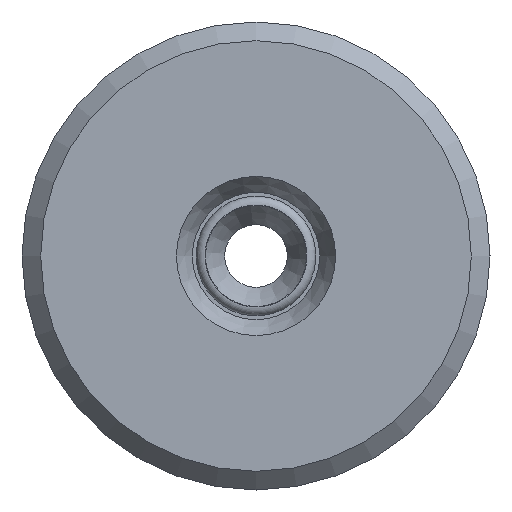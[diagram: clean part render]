
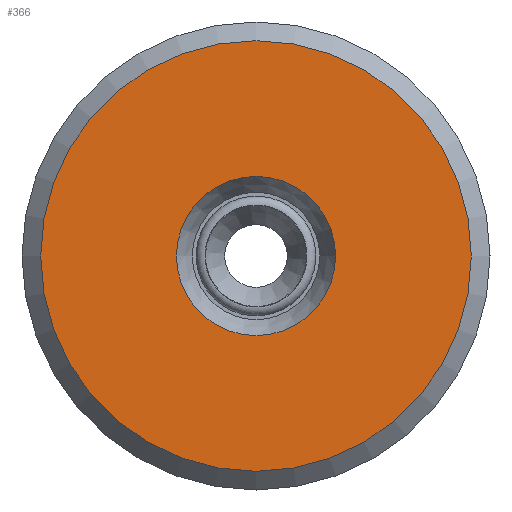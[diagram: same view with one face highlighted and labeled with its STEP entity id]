
A CAD part, left-side view. The second image highlights one B-rep face of the part: STEP entity #366.
In plain terms, the highlighted planar face has unit normal (-1, 0, 0).
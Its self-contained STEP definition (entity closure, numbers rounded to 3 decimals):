
#180=CARTESIAN_POINT('',(0.,-1.08,0.0));
#181=VERTEX_POINT('',#180);
#182=CARTESIAN_POINT('',(0.,0.0,0.0));
#183=DIRECTION('',(1.0,0.0,0.0));
#184=DIRECTION('',(0.0,-1.0,0.0));
#185=AXIS2_PLACEMENT_3D('',#182,#183,#184);
#186=CIRCLE('',#185,1.08);
#187=EDGE_CURVE('',#181,#181,#186,.T.);
#251=CARTESIAN_POINT('',(0.,2.921,0.0));
#252=VERTEX_POINT('',#251);
#253=CARTESIAN_POINT('',(0.,0.0,0.0));
#254=DIRECTION('',(1.0,0.0,0.0));
#255=DIRECTION('',(0.0,1.0,0.0));
#256=AXIS2_PLACEMENT_3D('',#253,#254,#255);
#257=CIRCLE('',#256,2.921);
#258=EDGE_CURVE('',#252,#252,#257,.T.);
#355=CARTESIAN_POINT('',(0.,1.461,0.0));
#356=DIRECTION('',(-1.0,0.0,0.0));
#357=DIRECTION('',(0.0,0.0,1.0));
#358=AXIS2_PLACEMENT_3D('',#355,#356,#357);
#359=PLANE('',#358);
#360=ORIENTED_EDGE('',*,*,#258,.F.);
#361=EDGE_LOOP('',(#360));
#362=FACE_OUTER_BOUND('',#361,.T.);
#363=ORIENTED_EDGE('',*,*,#187,.T.);
#364=EDGE_LOOP('',(#363));
#365=FACE_BOUND('',#364,.T.);
#366=ADVANCED_FACE('',(#362,#365),#359,.T.);
